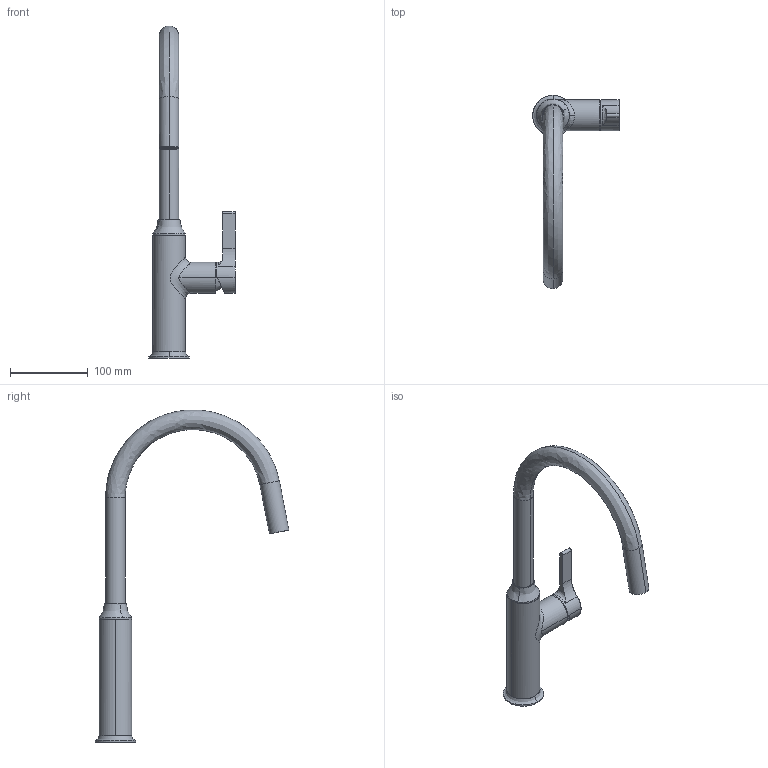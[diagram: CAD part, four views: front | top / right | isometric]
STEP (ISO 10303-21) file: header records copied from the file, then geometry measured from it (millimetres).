
FILE_DESCRIPTION(/* description */ (''),/* implementation_level */ '2;1');
FILE_NAME(/* name */ 'STEP - OSM_30166,30167,30168,30169,30170,30269_DESCREPANCY TBC',/* time_stamp */ '2025-04-03T09:03:43+11:00',/* author */ (''),/* organization */ (''),/* preprocessor_version */ 'ST-DEVELOPER v16.5',/* originating_system */ 'Rhino 7.37',/* authorisation */ '');
FILE_SCHEMA (('AUTOMOTIVE_DESIGN'));
Length unit declared in the file: millimetre
Products named in the file (1): Document
Bounding box: 111.08 x 248.95 x 426.77 mm (x, y, z)
Volume: 558241.7 mm3; surface area: 98882.9 mm2
Topology: 8 solids, 8 shells, 1693 faces, 4354 edges, 2887 vertices
Faces by surface type: plane 1473, cylinder 145, bspline 75
Entity records: 63929 total; most frequent: CARTESIAN_POINT 21335, ORIENTED_EDGE 8696, EDGE_CURVE 4348, B_SPLINE_CURVE_WITH_KNOTS 3965, VERTEX_POINT 2887, EDGE_LOOP 1913, ADVANCED_FACE 1693, FACE_OUTER_BOUND 1693
